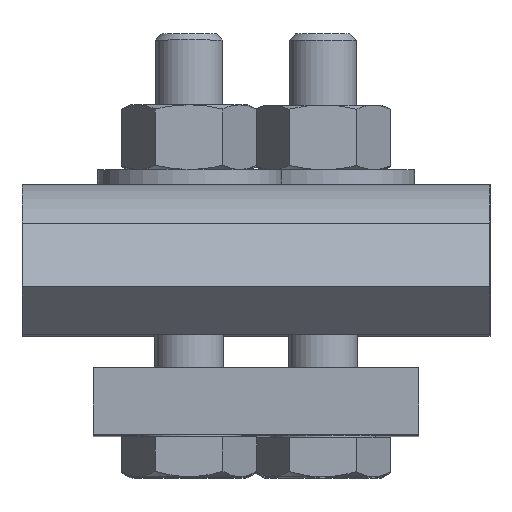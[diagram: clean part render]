
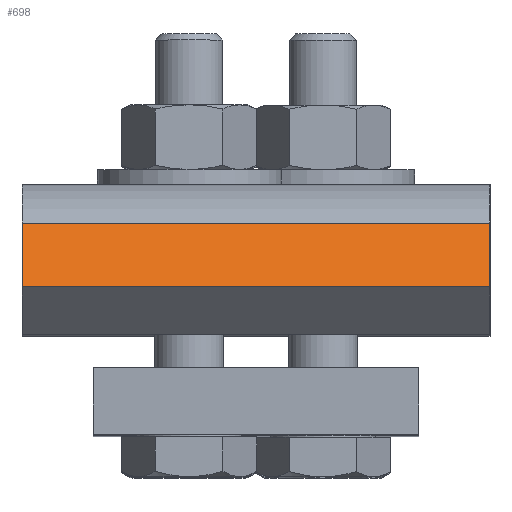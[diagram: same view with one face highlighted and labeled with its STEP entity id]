
A CAD part, top view. The second image highlights one B-rep face of the part: STEP entity #698.
In plain terms, the highlighted face is planar.
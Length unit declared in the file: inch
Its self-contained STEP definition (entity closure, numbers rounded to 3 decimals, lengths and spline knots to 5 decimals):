
#576=CARTESIAN_POINT('',(3.91789,0.20711,3.5));
#577=VERTEX_POINT('',#576);
#585=CARTESIAN_POINT('',(3.91789,0.20711,0.0));
#586=VERTEX_POINT('',#585);
#587=CARTESIAN_POINT('',(3.91789,0.20711,3.5));
#588=DIRECTION('',(0.0,0.0,-1.0));
#589=VECTOR('',#588,3.5);
#590=LINE('',#587,#589);
#591=EDGE_CURVE('',#577,#586,#590,.T.);
#617=CARTESIAN_POINT('',(4.39645,-0.27145,0.0));
#618=VERTEX_POINT('',#617);
#619=CARTESIAN_POINT('',(3.91789,0.20711,0.0));
#620=DIRECTION('',(0.707,-0.707,0.0));
#621=VECTOR('',#620,0.67678);
#622=LINE('',#619,#621);
#623=EDGE_CURVE('',#586,#618,#622,.T.);
#675=CARTESIAN_POINT('',(3.625,0.5,0.0));
#676=DIRECTION('',(0.707,0.707,0.0));
#677=DIRECTION('',(0.0,0.0,-1.0));
#678=AXIS2_PLACEMENT_3D('',#675,#676,#677);
#679=PLANE('',#678);
#680=ORIENTED_EDGE('',*,*,#591,.F.);
#681=CARTESIAN_POINT('',(4.39645,-0.27145,3.5));
#682=VERTEX_POINT('',#681);
#683=CARTESIAN_POINT('',(3.91789,0.20711,3.5));
#684=DIRECTION('',(0.707,-0.707,0.0));
#685=VECTOR('',#684,0.67678);
#686=LINE('',#683,#685);
#687=EDGE_CURVE('',#577,#682,#686,.T.);
#688=ORIENTED_EDGE('',*,*,#687,.T.);
#689=CARTESIAN_POINT('',(4.39645,-0.27145,0.0));
#690=DIRECTION('',(0.0,0.0,1.0));
#691=VECTOR('',#690,3.5);
#692=LINE('',#689,#691);
#693=EDGE_CURVE('',#618,#682,#692,.T.);
#694=ORIENTED_EDGE('',*,*,#693,.F.);
#695=ORIENTED_EDGE('',*,*,#623,.F.);
#696=EDGE_LOOP('',(#680,#688,#694,#695));
#697=FACE_OUTER_BOUND('',#696,.T.);
#698=ADVANCED_FACE('',(#697),#679,.T.);
